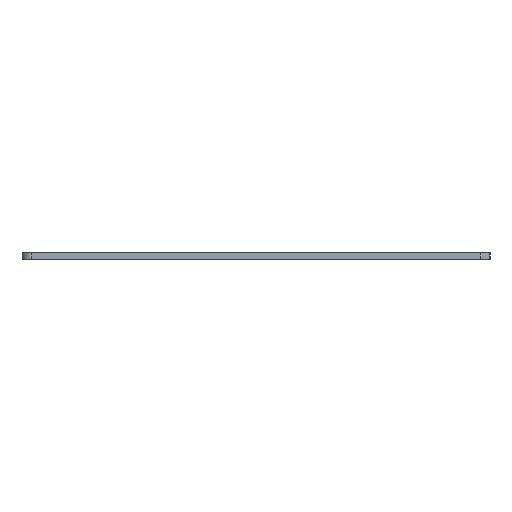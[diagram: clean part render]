
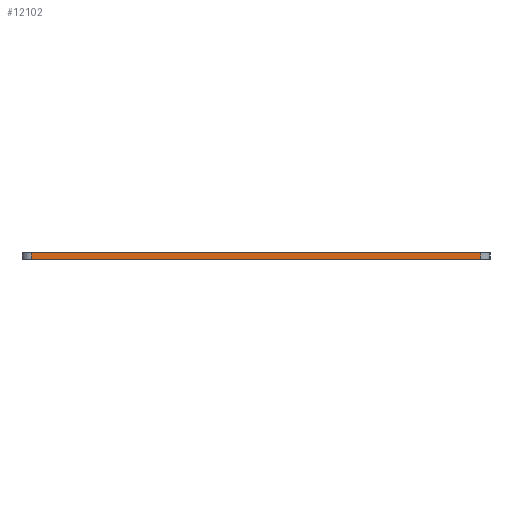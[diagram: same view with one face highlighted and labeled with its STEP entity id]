
A CAD part, left-side view. The second image highlights one B-rep face of the part: STEP entity #12102.
In plain terms, the highlighted planar face has unit normal (-1, 0, 0).
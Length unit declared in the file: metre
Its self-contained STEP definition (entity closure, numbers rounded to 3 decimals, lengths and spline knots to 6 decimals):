
#948=ORIENTED_EDGE('',*,*,#4660,.F.);
#949=ORIENTED_EDGE('',*,*,#4661,.F.);
#950=ORIENTED_EDGE('',*,*,#4662,.T.);
#951=ORIENTED_EDGE('',*,*,#4663,.T.);
#4660=EDGE_CURVE('',#6516,#6517,#7756,.T.);
#4661=EDGE_CURVE('',#6518,#6516,#7757,.T.);
#4662=EDGE_CURVE('',#6518,#6519,#7758,.T.);
#4663=EDGE_CURVE('',#6519,#6517,#7759,.T.);
#6516=VERTEX_POINT('',#17712);
#6517=VERTEX_POINT('',#17713);
#6518=VERTEX_POINT('',#17715);
#6519=VERTEX_POINT('',#17717);
#7756=LINE('',#17711,#8988);
#7757=LINE('',#17714,#8989);
#7758=LINE('',#17716,#8990);
#7759=LINE('',#17718,#8991);
#8988=VECTOR('',#13987,1.);
#8989=VECTOR('',#13988,1.);
#8990=VECTOR('',#13989,1.);
#8991=VECTOR('',#13990,1.);
#10220=EDGE_LOOP('',(#948,#949,#950,#951));
#11006=FACE_BOUND('',#10220,.T.);
#11792=PLANE('',#12737);
#12102=ADVANCED_FACE('',(#11006),#11792,.T.);
#12737=AXIS2_PLACEMENT_3D('',#17710,#13985,#13986);
#13985=DIRECTION('',(-1.,0.,0.));
#13986=DIRECTION('',(0.,-1.,0.));
#13987=DIRECTION('',(0.,-1.,0.));
#13988=DIRECTION('',(0.,0.,1.));
#13989=DIRECTION('',(0.,-1.,0.));
#13990=DIRECTION('',(0.,0.,1.));
#17710=CARTESIAN_POINT('',(-0.004,-0.04775,0.00525));
#17711=CARTESIAN_POINT('',(-0.004,-0.04775,0.00675));
#17712=CARTESIAN_POINT('',(-0.004,0.002,0.00675));
#17713=CARTESIAN_POINT('',(-0.004,-0.0975,0.00675));
#17714=CARTESIAN_POINT('',(-0.004,0.002,0.00525));
#17715=CARTESIAN_POINT('',(-0.004,0.002,0.00525));
#17716=CARTESIAN_POINT('',(-0.004,-0.04775,0.00525));
#17717=CARTESIAN_POINT('',(-0.004,-0.0975,0.00525));
#17718=CARTESIAN_POINT('',(-0.004,-0.0975,0.00525));
